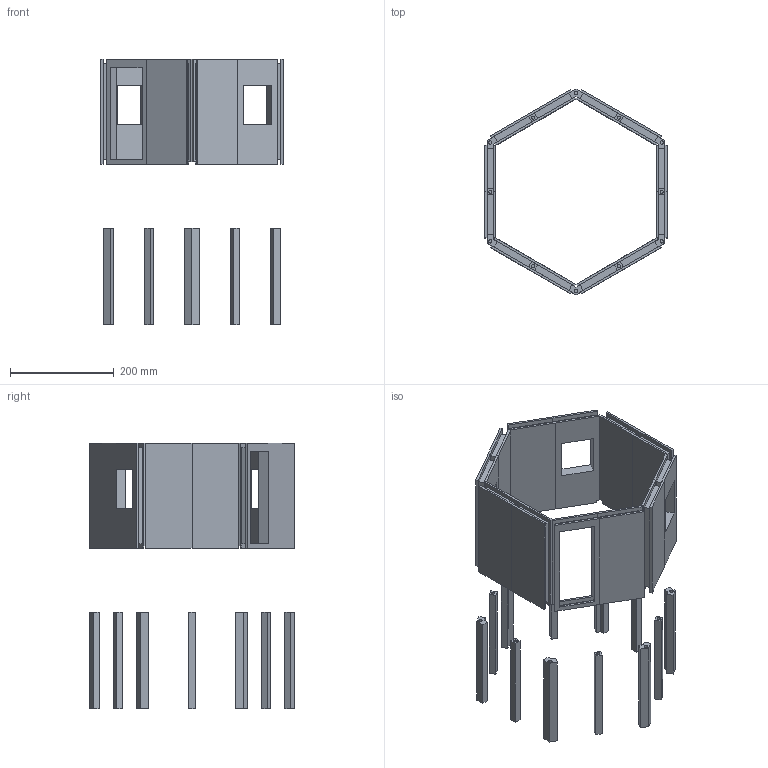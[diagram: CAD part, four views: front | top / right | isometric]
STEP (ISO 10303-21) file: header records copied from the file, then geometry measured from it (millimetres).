
FILE_DESCRIPTION(/* description */ ('STEP AP242','CAx-IF Rec.Pracs.---Representation and Presentation of Product Manufacturing Information (PMI)---4.0---2014-10-13','CAx-IF Rec.Pracs.---3D Tessellated Geometry---0.4---2014-09-14','2;1'),/* implementation_level */ '2;1');
FILE_NAME(/* name */ '617e296036aced728cd46acd',/* time_stamp */ '2021-10-31T05:28:01+00:00',/* author */ (''),/* organization */ (''),/* preprocessor_version */ 'ST-DEVELOPER v18.1',/* originating_system */ ' ',/* authorisation */ ' ');
FILE_SCHEMA (('AP242_MANAGED_MODEL_BASED_3D_ENGINEERING_MIM_LF { 1 0 10303 442 1 1 4 }'));
Length unit declared in the file: metre
Products named in the file (15): Body Assembly; Part 1; Part 12; Part 6; Part 8; Part 11; Part 10; Part 7; Part 9; Part 3; Part 4; Part 5; Part 2
Assembly tree (23 placements, depth 2):
  Body Assembly
    Part 12
    Part 6
    Part 1  x6
    Part 8
    Part 11
    Part 1  x5
    Part 10
    Part 7
    Part 9
    Part 3
    Part 4
    Part 1
    Part 5
    Part 2
Bounding box: 351.95 x 396.62 x 513.06 mm (x, y, z)
Volume: 3981822 mm3; surface area: 788586 mm2
Topology: 24 solids, 24 shells, 342 faces, 776 edges, 516 vertices
Faces by surface type: plane 330, cylinder 12
Full cylindrical faces by diameter (mm): 6.35 x12
Entity records: 7561 total; most frequent: CARTESIAN_POINT 1267, ORIENTED_EDGE 1188, DIRECTION 1152, EDGE_CURVE 594, LINE 590, VECTOR 590, VERTEX_POINT 396, EDGE_LOOP 288
